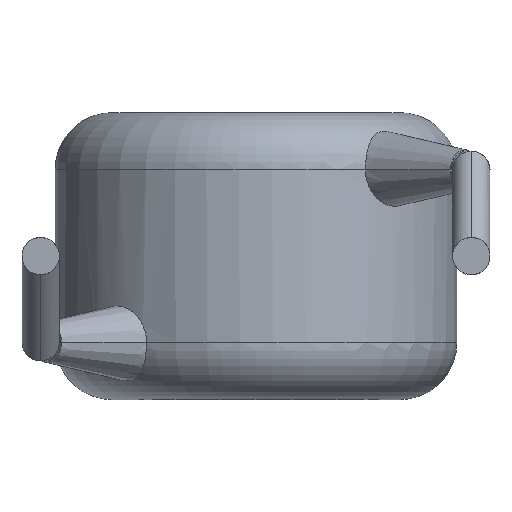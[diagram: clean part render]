
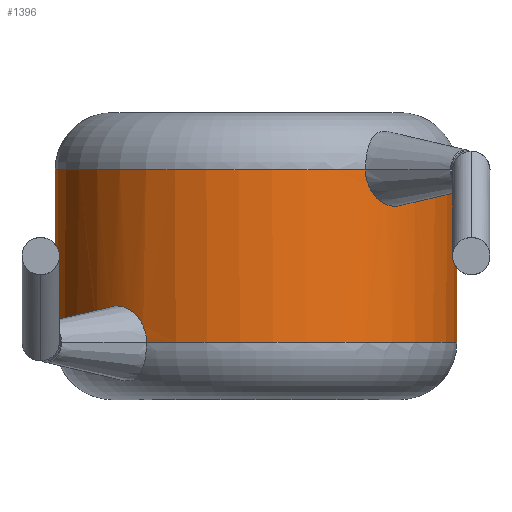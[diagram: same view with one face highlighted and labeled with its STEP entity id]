
A CAD part, front view. The second image highlights one B-rep face of the part: STEP entity #1396.
In plain terms, the highlighted cylindrical face has radius 3.5 mm (diameter 7 mm), a partial arc.
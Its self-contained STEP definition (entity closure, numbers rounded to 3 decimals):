
#24 = EDGE_CURVE ( 'NONE', #60, #3994, #1856, .T. ) ;
#60 = VERTEX_POINT ( 'NONE', #179 ) ;
#81 = CARTESIAN_POINT ( 'NONE',  ( 3.5, 0., 4. ) ) ;
#83 = LINE ( 'NONE', #2859, #1495 ) ;
#179 = CARTESIAN_POINT ( 'NONE',  ( -1.908, -2.934, 1. ) ) ;
#197 = CARTESIAN_POINT ( 'NONE',  ( 0., 0., 5. ) ) ;
#227 = ORIENTED_EDGE ( 'NONE', *, *, #1150, .F. ) ;
#239 = CARTESIAN_POINT ( 'NONE',  ( 2.837, -2.05, 4. ) ) ;
#277 = ORIENTED_EDGE ( 'NONE', *, *, #1876, .T. ) ;
#283 = CARTESIAN_POINT ( 'NONE',  ( 2.837, -2.05, 3.831 ) ) ;
#350 = CARTESIAN_POINT ( 'NONE',  ( -2.533, -2.421, 1.632 ) ) ;
#422 = CARTESIAN_POINT ( 'NONE',  ( 3.5, 0., 1. ) ) ;
#475 = CIRCLE ( 'NONE', #1358, 3.5 ) ;
#499 = DIRECTION ( 'NONE',  ( 0., 0., 1. ) ) ;
#518 = DIRECTION ( 'NONE',  ( 0., 0., -1. ) ) ;
#549 = VERTEX_POINT ( 'NONE', #1299 ) ;
#589 = CARTESIAN_POINT ( 'NONE',  ( 0., 0., 1. ) ) ;
#765 = CARTESIAN_POINT ( 'NONE',  ( 2.837, -2.05, 4. ) ) ;
#782 = CARTESIAN_POINT ( 'NONE',  ( -2.837, -2.05, 1.169 ) ) ;
#806 = DIRECTION ( 'NONE',  ( 1., 0., 0. ) ) ;
#881 = CARTESIAN_POINT ( 'NONE',  ( 1.977, -2.888, 3.68 ) ) ;
#1010 = AXIS2_PLACEMENT_3D ( 'NONE', #3523, #4136, #3512 ) ;
#1017 = CARTESIAN_POINT ( 'NONE',  ( -2.837, -2.05, 1. ) ) ;
#1095 = CARTESIAN_POINT ( 'NONE',  ( -2.162, -2.755, 1.564 ) ) ;
#1150 = EDGE_CURVE ( 'NONE', #3916, #3994, #1346, .T. ) ;
#1160 = ORIENTED_EDGE ( 'NONE', *, *, #24, .T. ) ;
#1197 = VECTOR ( 'NONE', #1973, 1000. ) ;
#1202 = CARTESIAN_POINT ( 'NONE',  ( 1.908, -2.934, 3.916 ) ) ;
#1207 = DIRECTION ( 'NONE',  ( 0., 0., -1. ) ) ;
#1219 = CARTESIAN_POINT ( 'NONE',  ( 1.922, -2.925, 3.833 ) ) ;
#1299 = CARTESIAN_POINT ( 'NONE',  ( 1.908, -2.934, 4. ) ) ;
#1333 = CARTESIAN_POINT ( 'NONE',  ( -2.292, -2.65, 1.632 ) ) ;
#1345 = CARTESIAN_POINT ( 'NONE',  ( -1.922, -2.925, 1.167 ) ) ;
#1346 = LINE ( 'NONE', #3608, #1197 ) ;
#1358 = AXIS2_PLACEMENT_3D ( 'NONE', #589, #3276, #3907 ) ;
#1368 = ORIENTED_EDGE ( 'NONE', *, *, #1392, .T. ) ;
#1392 = EDGE_CURVE ( 'NONE', #3916, #3888, #3960, .T. ) ;
#1396 = ADVANCED_FACE ( 'NONE', ( #4056 ), #3070, .T. ) ;
#1452 = CARTESIAN_POINT ( 'NONE',  ( -2.837, -2.05, 1. ) ) ;
#1495 = VECTOR ( 'NONE', #1207, 1000. ) ;
#1569 = CARTESIAN_POINT ( 'NONE',  ( 2.796, -2.109, 3.668 ) ) ;
#1679 = CIRCLE ( 'NONE', #1010, 3.5 ) ;
#1749 = CARTESIAN_POINT ( 'NONE',  ( -2.796, -2.109, 1.332 ) ) ;
#1833 = B_SPLINE_CURVE_WITH_KNOTS ( 'NONE', 3,
 ( #4176, #1202, #1219, #881, #2522, #1897, #2871, #3820, #3183, #1569, #283, #239 ),
 .UNSPECIFIED., .F., .F.,
 ( 4, 2, 2, 2, 2, 4 ),
 ( 0., 0., 0., 0.001, 0.001, 0.002 ),
 .UNSPECIFIED. ) ;
#1841 = ORIENTED_EDGE ( 'NONE', *, *, #2933, .T. ) ;
#1856 = CIRCLE ( 'NONE', #4050, 3.5 ) ;
#1876 = EDGE_CURVE ( 'NONE', #3196, #3877, #475, .T. ) ;
#1889 = B_SPLINE_CURVE_WITH_KNOTS ( 'NONE', 3,
 ( #3646, #3378, #1345, #1979, #2432, #1095, #1333, #350, #4024, #1749, #782, #1017 ),
 .UNSPECIFIED., .F., .F.,
 ( 4, 2, 2, 2, 2, 4 ),
 ( 0., 0., 0., 0.001, 0.001, 0.002 ),
 .UNSPECIFIED. ) ;
#1897 = CARTESIAN_POINT ( 'NONE',  ( 2.162, -2.755, 3.436 ) ) ;
#1973 = DIRECTION ( 'NONE',  ( 0., 0., -1. ) ) ;
#1979 = CARTESIAN_POINT ( 'NONE',  ( -1.977, -2.888, 1.32 ) ) ;
#2019 = CARTESIAN_POINT ( 'NONE',  ( -3.5, 0., 1. ) ) ;
#2137 = CARTESIAN_POINT ( 'NONE',  ( 0., 0., 4. ) ) ;
#2142 = EDGE_CURVE ( 'NONE', #3491, #3196, #83, .T. ) ;
#2295 = EDGE_CURVE ( 'NONE', #60, #3877, #1889, .T. ) ;
#2307 = ORIENTED_EDGE ( 'NONE', *, *, #2295, .F. ) ;
#2432 = CARTESIAN_POINT ( 'NONE',  ( -2.017, -2.861, 1.391 ) ) ;
#2481 = CARTESIAN_POINT ( 'NONE',  ( 0., 0., 1. ) ) ;
#2496 = DIRECTION ( 'NONE',  ( 0., 0., -1. ) ) ;
#2522 = CARTESIAN_POINT ( 'NONE',  ( 2.017, -2.861, 3.609 ) ) ;
#2542 = EDGE_CURVE ( 'NONE', #549, #3888, #1833, .T. ) ;
#2830 = DIRECTION ( 'NONE',  ( -1., 0., 0. ) ) ;
#2859 = CARTESIAN_POINT ( 'NONE',  ( -3.5, 0., 5. ) ) ;
#2871 = CARTESIAN_POINT ( 'NONE',  ( 2.292, -2.65, 3.368 ) ) ;
#2933 = EDGE_CURVE ( 'NONE', #549, #3491, #1679, .T. ) ;
#3070 = CYLINDRICAL_SURFACE ( 'NONE', #3740, 3.5 ) ;
#3122 = DIRECTION ( 'NONE',  ( 1., 0., 0. ) ) ;
#3183 = CARTESIAN_POINT ( 'NONE',  ( 2.644, -2.297, 3.434 ) ) ;
#3196 = VERTEX_POINT ( 'NONE', #2019 ) ;
#3276 = DIRECTION ( 'NONE',  ( 0., 0., 1. ) ) ;
#3378 = CARTESIAN_POINT ( 'NONE',  ( -1.908, -2.934, 1.084 ) ) ;
#3491 = VERTEX_POINT ( 'NONE', #3746 ) ;
#3512 = DIRECTION ( 'NONE',  ( 1., 0., 0. ) ) ;
#3523 = CARTESIAN_POINT ( 'NONE',  ( 0., 0., 4. ) ) ;
#3608 = CARTESIAN_POINT ( 'NONE',  ( 3.5, 0., 5. ) ) ;
#3646 = CARTESIAN_POINT ( 'NONE',  ( -1.908, -2.934, 1. ) ) ;
#3693 = EDGE_LOOP ( 'NONE', ( #227, #1368, #4041, #1841, #3968, #277, #2307, #1160 ) ) ;
#3740 = AXIS2_PLACEMENT_3D ( 'NONE', #197, #2496, #2830 ) ;
#3746 = CARTESIAN_POINT ( 'NONE',  ( -3.5, 0., 4. ) ) ;
#3820 = CARTESIAN_POINT ( 'NONE',  ( 2.533, -2.421, 3.368 ) ) ;
#3877 = VERTEX_POINT ( 'NONE', #1452 ) ;
#3888 = VERTEX_POINT ( 'NONE', #765 ) ;
#3907 = DIRECTION ( 'NONE',  ( 1., 0., 0. ) ) ;
#3916 = VERTEX_POINT ( 'NONE', #81 ) ;
#3960 = CIRCLE ( 'NONE', #4194, 3.5 ) ;
#3968 = ORIENTED_EDGE ( 'NONE', *, *, #2142, .T. ) ;
#3994 = VERTEX_POINT ( 'NONE', #422 ) ;
#4024 = CARTESIAN_POINT ( 'NONE',  ( -2.644, -2.297, 1.566 ) ) ;
#4041 = ORIENTED_EDGE ( 'NONE', *, *, #2542, .F. ) ;
#4050 = AXIS2_PLACEMENT_3D ( 'NONE', #2481, #499, #3122 ) ;
#4056 = FACE_OUTER_BOUND ( 'NONE', #3693, .T. ) ;
#4136 = DIRECTION ( 'NONE',  ( 0., 0., -1. ) ) ;
#4176 = CARTESIAN_POINT ( 'NONE',  ( 1.908, -2.934, 4. ) ) ;
#4194 = AXIS2_PLACEMENT_3D ( 'NONE', #2137, #518, #806 ) ;
